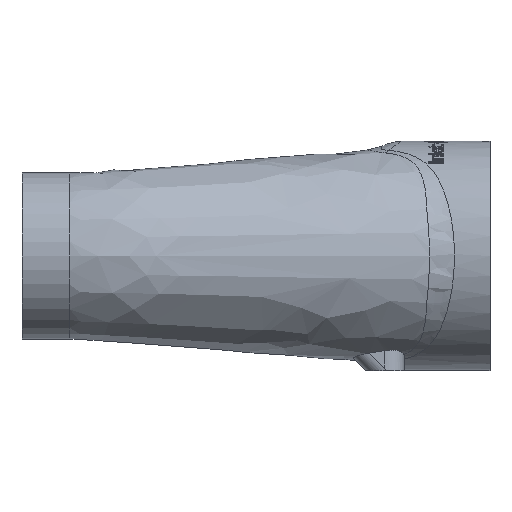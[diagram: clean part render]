
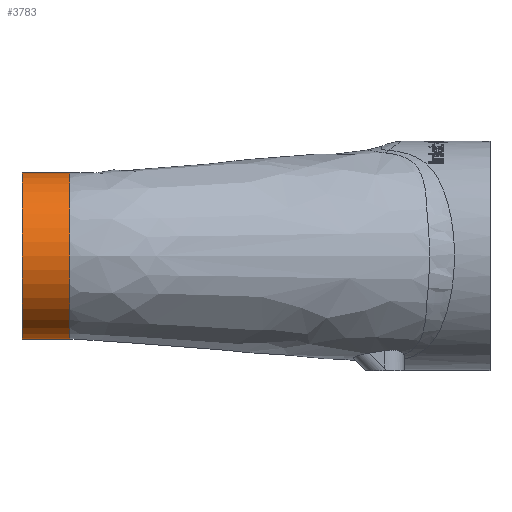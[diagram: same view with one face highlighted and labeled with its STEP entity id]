
A CAD part, front view. The second image highlights one B-rep face of the part: STEP entity #3783.
In plain terms, the highlighted cylindrical face has radius 43.5 mm (diameter 87 mm), a full revolution.
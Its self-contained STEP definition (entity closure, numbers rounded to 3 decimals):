
#376=LINE('',#11448,#633);
#633=VECTOR('',#4635,43.5);
#663=CYLINDRICAL_SURFACE('',#3995,43.5);
#916=FACE_OUTER_BOUND('',#1142,.T.);
#1142=EDGE_LOOP('',(#3454,#3455,#3456,#3457,#3458));
#1224=CIRCLE('',#3996,43.5);
#1225=CIRCLE('',#3997,43.5);
#1226=CIRCLE('',#3998,43.5);
#1816=VERTEX_POINT('',#11445);
#1817=VERTEX_POINT('',#11447);
#1818=VERTEX_POINT('',#11449);
#2371=EDGE_CURVE('',#1816,#1816,#1224,.T.);
#2372=EDGE_CURVE('',#1816,#1817,#376,.T.);
#2373=EDGE_CURVE('',#1818,#1817,#1225,.T.);
#2374=EDGE_CURVE('',#1817,#1818,#1226,.T.);
#3454=ORIENTED_EDGE('',*,*,#2371,.T.);
#3455=ORIENTED_EDGE('',*,*,#2372,.T.);
#3456=ORIENTED_EDGE('',*,*,#2373,.F.);
#3457=ORIENTED_EDGE('',*,*,#2374,.F.);
#3458=ORIENTED_EDGE('',*,*,#2372,.F.);
#3783=ADVANCED_FACE('',(#916),#663,.T.);
#3995=AXIS2_PLACEMENT_3D('',#11444,#4631,#4632);
#3996=AXIS2_PLACEMENT_3D('',#11446,#4633,#4634);
#3997=AXIS2_PLACEMENT_3D('',#11450,#4636,#4637);
#3998=AXIS2_PLACEMENT_3D('',#11451,#4638,#4639);
#4631=DIRECTION('center_axis',(1.,0.,0.));
#4632=DIRECTION('ref_axis',(0.,0.,1.));
#4633=DIRECTION('center_axis',(1.,0.,0.));
#4634=DIRECTION('ref_axis',(0.,0.,1.));
#4635=DIRECTION('',(1.,0.,0.));
#4636=DIRECTION('center_axis',(1.,0.,0.));
#4637=DIRECTION('ref_axis',(0.,1.,0.));
#4638=DIRECTION('center_axis',(1.,0.,0.));
#4639=DIRECTION('ref_axis',(0.,1.,0.));
#11444=CARTESIAN_POINT('Origin',(0.,-95.,0.));
#11445=CARTESIAN_POINT('',(-25.,-95.,-43.5));
#11446=CARTESIAN_POINT('Origin',(-25.,-95.,0.));
#11447=CARTESIAN_POINT('',(0.,-95.,-43.5));
#11448=CARTESIAN_POINT('',(0.,-95.,-43.5));
#11449=CARTESIAN_POINT('',(0.,-138.5,0.));
#11450=CARTESIAN_POINT('Origin',(0.,-95.,0.));
#11451=CARTESIAN_POINT('Origin',(0.,-95.,0.));
